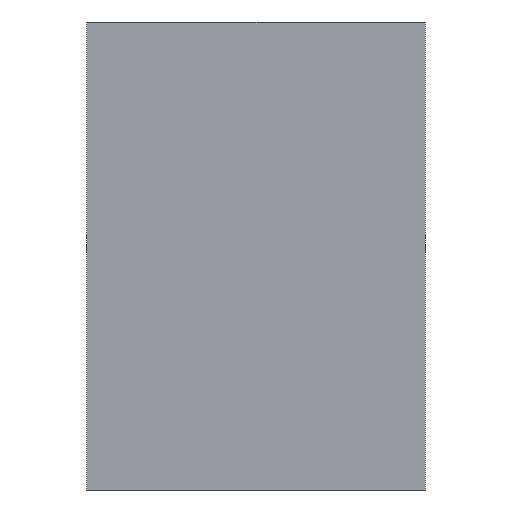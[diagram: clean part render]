
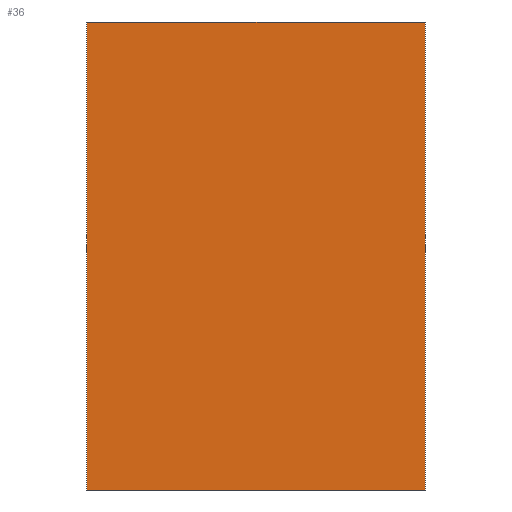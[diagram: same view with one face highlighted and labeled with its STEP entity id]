
A CAD part, left-side view. The second image highlights one B-rep face of the part: STEP entity #36.
In plain terms, the highlighted planar face has unit normal (-1, 0, 0).
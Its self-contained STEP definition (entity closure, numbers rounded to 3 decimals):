
#36 = ADVANCED_FACE( '', ( #74 ), #75, .F. );
#74 = FACE_OUTER_BOUND( '', #123, .T. );
#75 = PLANE( '', #124 );
#123 = EDGE_LOOP( '', ( #171, #172, #173, #174 ) );
#124 = AXIS2_PLACEMENT_3D( '', #175, #176, #177 );
#171 = ORIENTED_EDGE( '', *, *, #248, .T. );
#172 = ORIENTED_EDGE( '', *, *, #249, .F. );
#173 = ORIENTED_EDGE( '', *, *, #250, .F. );
#174 = ORIENTED_EDGE( '', *, *, #244, .T. );
#175 = CARTESIAN_POINT( '', ( -498., 42., 116. ) );
#176 = DIRECTION( '', ( 1., 0., 0. ) );
#177 = DIRECTION( '', ( 0., 0., -1. ) );
#244 = EDGE_CURVE( '', #276, #274, #277, .T. );
#248 = EDGE_CURVE( '', #274, #282, #283, .T. );
#249 = EDGE_CURVE( '', #284, #282, #285, .T. );
#250 = EDGE_CURVE( '', #276, #284, #286, .T. );
#274 = VERTEX_POINT( '', #320 );
#276 = VERTEX_POINT( '', #323 );
#277 = LINE( '', #324, #325 );
#282 = VERTEX_POINT( '', #332 );
#283 = LINE( '', #333, #334 );
#284 = VERTEX_POINT( '', #335 );
#285 = LINE( '', #336, #337 );
#286 = LINE( '', #338, #339 );
#320 = CARTESIAN_POINT( '', ( -498., 42., 0. ) );
#323 = CARTESIAN_POINT( '', ( -498., 42., 116. ) );
#324 = CARTESIAN_POINT( '', ( -498., 42., 116. ) );
#325 = VECTOR( '', #377, 1000. );
#332 = CARTESIAN_POINT( '', ( -498., -42., 0. ) );
#333 = CARTESIAN_POINT( '', ( -498., 42., 0. ) );
#334 = VECTOR( '', #380, 1000. );
#335 = CARTESIAN_POINT( '', ( -498., -42., 116. ) );
#336 = CARTESIAN_POINT( '', ( -498., -42., 116. ) );
#337 = VECTOR( '', #381, 1000. );
#338 = CARTESIAN_POINT( '', ( -498., 42., 116. ) );
#339 = VECTOR( '', #382, 1000. );
#377 = DIRECTION( '', ( 0., 0., -1. ) );
#380 = DIRECTION( '', ( 0., -1., 0. ) );
#381 = DIRECTION( '', ( 0., 0., -1. ) );
#382 = DIRECTION( '', ( 0., -1., 0. ) );
